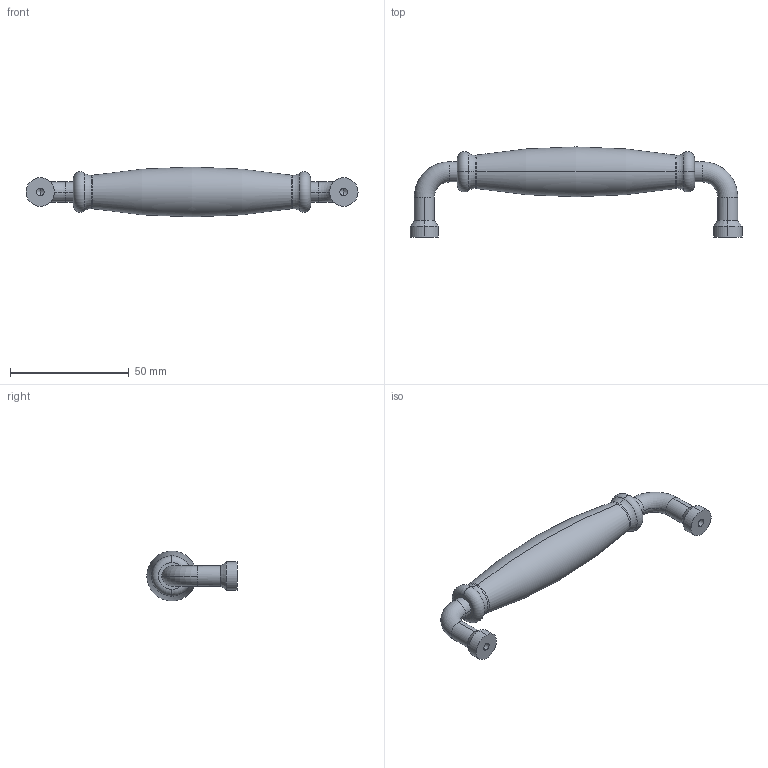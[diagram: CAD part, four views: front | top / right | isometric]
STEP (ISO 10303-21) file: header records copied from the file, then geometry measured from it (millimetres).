
FILE_DESCRIPTION (( 'STEP AP214' ), '1' );
FILE_NAME ('F002788,F002790_3D.step', '2022-07-07T08:11:12', ( '' ), ( '' ), 'SwSTEP 2.0', 'SolidWorks 2020', '' );
FILE_SCHEMA (( 'AUTOMOTIVE_DESIGN' ));
Length unit declared in the file: millimetre
Products named in the file (1): F002788,F002790_3D
Bounding box: 140 x 38 x 21 mm (x, y, z)
Volume: 30993.4 mm3; surface area: 8541.1 mm2
Topology: 1 solids, 1 shells, 46 faces, 98 edges, 54 vertices
Faces by surface type: torus 18, cylinder 16, cone 8, plane 4
Entity records: 1354 total; most frequent: CARTESIAN_POINT 263, DIRECTION 250, ORIENTED_EDGE 188, AXIS2_PLACEMENT_3D 113, EDGE_CURVE 94, CIRCLE 66, VERTEX_POINT 54, EDGE_LOOP 50
